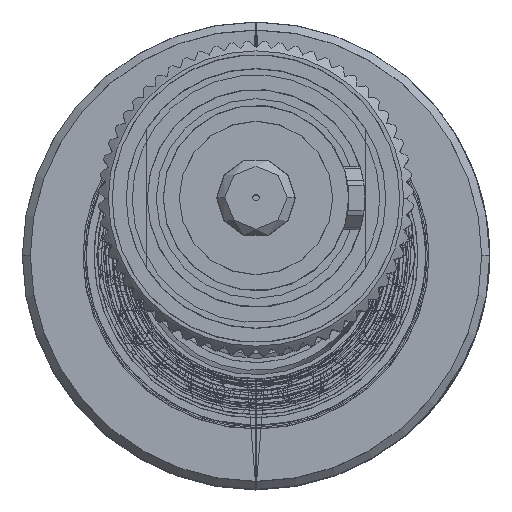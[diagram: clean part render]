
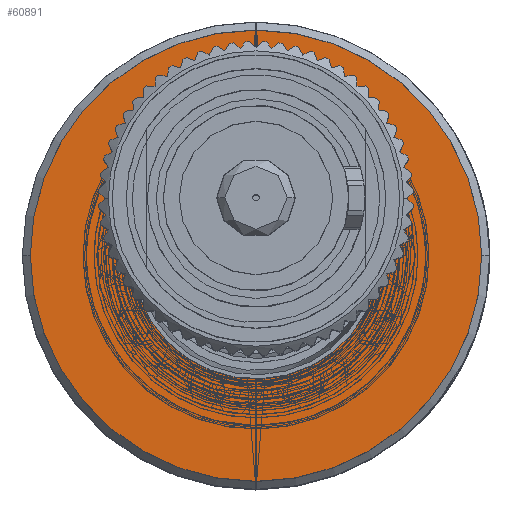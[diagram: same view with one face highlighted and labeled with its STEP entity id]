
A CAD part, top view. The second image highlights one B-rep face of the part: STEP entity #60891.
In plain terms, the highlighted planar face has unit normal (0, 0, 1).
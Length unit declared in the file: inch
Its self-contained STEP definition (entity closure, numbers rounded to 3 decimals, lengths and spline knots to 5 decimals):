
#935 = CARTESIAN_POINT ( 'NONE',  ( 0., 0., -10.8736 ) ) ;
#3135 = FACE_BOUND ( 'NONE', #74040, .T. ) ;
#5436 = DIRECTION ( 'NONE',  ( 0., 0., -1. ) ) ;
#7191 = DIRECTION ( 'NONE',  ( 1., 0., 0. ) ) ;
#7264 = ORIENTED_EDGE ( 'NONE', *, *, #34464, .T. ) ;
#9986 = CIRCLE ( 'NONE', #61900, 0.2825 ) ;
#13698 = DIRECTION ( 'NONE',  ( 0., 0., 1. ) ) ;
#14335 = EDGE_LOOP ( 'NONE', ( #7264, #14568 ) ) ;
#14568 = ORIENTED_EDGE ( 'NONE', *, *, #46049, .T. ) ;
#14748 = PLANE ( 'NONE',  #93323 ) ;
#15445 = DIRECTION ( 'NONE',  ( 0., 0., 1. ) ) ;
#19729 = AXIS2_PLACEMENT_3D ( 'NONE', #37547, #5436, #60073 ) ;
#20555 = CARTESIAN_POINT ( 'NONE',  ( -0.06077, 0., -10.8736 ) ) ;
#21318 = CARTESIAN_POINT ( 'NONE',  ( 0., 0., -10.8736 ) ) ;
#22508 = CARTESIAN_POINT ( 'NONE',  ( 0., 0., -10.8736 ) ) ;
#25915 = EDGE_CURVE ( 'NONE', #95785, #63382, #95613, .T. ) ;
#32305 = AXIS2_PLACEMENT_3D ( 'NONE', #935, #62403, #54228 ) ;
#33735 = FACE_OUTER_BOUND ( 'NONE', #14335, .T. ) ;
#34464 = EDGE_CURVE ( 'NONE', #36431, #54380, #9986, .T. ) ;
#36431 = VERTEX_POINT ( 'NONE', #93566 ) ;
#37547 = CARTESIAN_POINT ( 'NONE',  ( 0., 0., -10.8736 ) ) ;
#37592 = DIRECTION ( 'NONE',  ( 1., 0., 0. ) ) ;
#43204 = EDGE_CURVE ( 'NONE', #63382, #95785, #82953, .T. ) ;
#46049 = EDGE_CURVE ( 'NONE', #54380, #36431, #49092, .T. ) ;
#49092 = CIRCLE ( 'NONE', #90516, 0.2825 ) ;
#52503 = CARTESIAN_POINT ( 'NONE',  ( 0.06077, 0., -10.8736 ) ) ;
#54228 = DIRECTION ( 'NONE',  ( 1., 0., 0. ) ) ;
#54380 = VERTEX_POINT ( 'NONE', #78508 ) ;
#59930 = DIRECTION ( 'NONE',  ( 1., 0., 0. ) ) ;
#60073 = DIRECTION ( 'NONE',  ( 1., 0., 0. ) ) ;
#60891 = ADVANCED_FACE ( 'NONE', ( #3135, #33735 ), #14748, .T. ) ;
#61900 = AXIS2_PLACEMENT_3D ( 'NONE', #21318, #67482, #59930 ) ;
#62403 = DIRECTION ( 'NONE',  ( 0., 0., -1. ) ) ;
#63382 = VERTEX_POINT ( 'NONE', #52503 ) ;
#67482 = DIRECTION ( 'NONE',  ( 0., 0., 1. ) ) ;
#69225 = ORIENTED_EDGE ( 'NONE', *, *, #25915, .T. ) ;
#69401 = CARTESIAN_POINT ( 'NONE',  ( 0., 0.2925, -10.8736 ) ) ;
#74040 = EDGE_LOOP ( 'NONE', ( #94112, #69225 ) ) ;
#78508 = CARTESIAN_POINT ( 'NONE',  ( 0.2825, 0., -10.8736 ) ) ;
#82953 = CIRCLE ( 'NONE', #19729, 0.06077 ) ;
#90516 = AXIS2_PLACEMENT_3D ( 'NONE', #22508, #13698, #37592 ) ;
#93323 = AXIS2_PLACEMENT_3D ( 'NONE', #69401, #15445, #7191 ) ;
#93566 = CARTESIAN_POINT ( 'NONE',  ( -0.2825, 0., -10.8736 ) ) ;
#94112 = ORIENTED_EDGE ( 'NONE', *, *, #43204, .T. ) ;
#95613 = CIRCLE ( 'NONE', #32305, 0.06077 ) ;
#95785 = VERTEX_POINT ( 'NONE', #20555 ) ;
